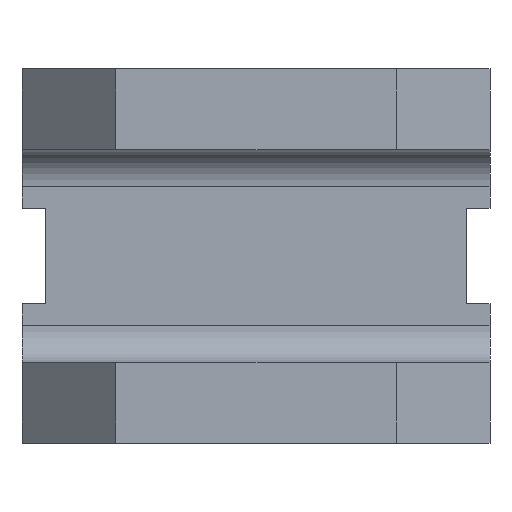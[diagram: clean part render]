
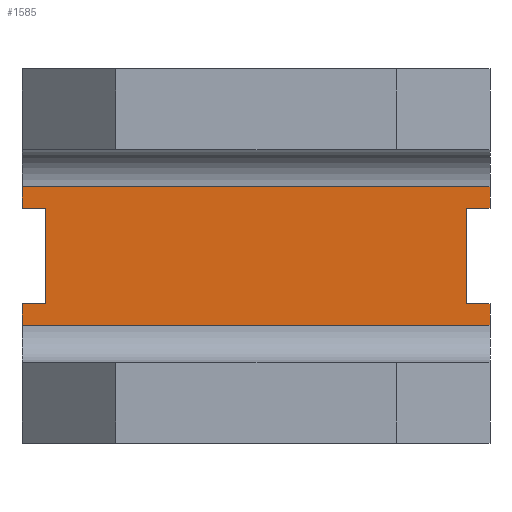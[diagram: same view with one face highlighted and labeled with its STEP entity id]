
A CAD part, front view. The second image highlights one B-rep face of the part: STEP entity #1585.
In plain terms, the highlighted planar face has unit normal (0, -1, 0).
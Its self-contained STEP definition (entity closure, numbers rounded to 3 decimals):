
#13 = VECTOR ( 'NONE', #267, 1000. ) ;
#42 = VERTEX_POINT ( 'NONE', #891 ) ;
#44 = VERTEX_POINT ( 'NONE', #1748 ) ;
#54 = CARTESIAN_POINT ( 'NONE',  ( 50., -100., 62.75 ) ) ;
#62 = VECTOR ( 'NONE', #1545, 1000. ) ;
#67 = VERTEX_POINT ( 'NONE', #1728 ) ;
#73 = DIRECTION ( 'NONE',  ( 0., 0., -1. ) ) ;
#74 = ORIENTED_EDGE ( 'NONE', *, *, #318, .F. ) ;
#79 = VECTOR ( 'NONE', #1404, 1000. ) ;
#91 = VECTOR ( 'NONE', #602, 1000. ) ;
#116 = CARTESIAN_POINT ( 'NONE',  ( 50., -100., 25.25 ) ) ;
#134 = CARTESIAN_POINT ( 'NONE',  ( 50., -100., 62.75 ) ) ;
#145 = VERTEX_POINT ( 'NONE', #927 ) ;
#148 = CARTESIAN_POINT ( 'NONE',  ( 45., -100., 29.75 ) ) ;
#154 = LINE ( 'NONE', #663, #919 ) ;
#165 = ORIENTED_EDGE ( 'NONE', *, *, #1526, .F. ) ;
#167 = VECTOR ( 'NONE', #1193, 1000. ) ;
#171 = CARTESIAN_POINT ( 'NONE',  ( -50., -100., 62.75 ) ) ;
#196 = VECTOR ( 'NONE', #839, 1000. ) ;
#199 = ORIENTED_EDGE ( 'NONE', *, *, #1405, .F. ) ;
#210 = VECTOR ( 'NONE', #1349, 1000. ) ;
#213 = EDGE_CURVE ( 'NONE', #1023, #606, #1458, .T. ) ;
#225 = EDGE_CURVE ( 'NONE', #968, #1023, #1746, .T. ) ;
#229 = VECTOR ( 'NONE', #802, 1000. ) ;
#237 = CARTESIAN_POINT ( 'NONE',  ( -50., -100., 62.75 ) ) ;
#255 = VERTEX_POINT ( 'NONE', #708 ) ;
#267 = DIRECTION ( 'NONE',  ( -1., 0., 0. ) ) ;
#279 = ORIENTED_EDGE ( 'NONE', *, *, #1471, .T. ) ;
#287 = DIRECTION ( 'NONE',  ( 0., 0., -1. ) ) ;
#318 = EDGE_CURVE ( 'NONE', #255, #1121, #446, .T. ) ;
#319 = VECTOR ( 'NONE', #1460, 1000. ) ;
#328 = EDGE_LOOP ( 'NONE', ( #165, #1564, #717, #1258, #840, #1135, #74, #1760, #199, #1210, #1522, #279 ) ) ;
#353 = VERTEX_POINT ( 'NONE', #1543 ) ;
#416 = VECTOR ( 'NONE', #1675, 1000. ) ;
#446 = LINE ( 'NONE', #54, #91 ) ;
#454 = EDGE_CURVE ( 'NONE', #1451, #353, #154, .T. ) ;
#562 = CARTESIAN_POINT ( 'NONE',  ( -50.001, -100., 50.25 ) ) ;
#572 = CARTESIAN_POINT ( 'NONE',  ( -50., -100., 50.25 ) ) ;
#602 = DIRECTION ( 'NONE',  ( 0., 0., -1. ) ) ;
#606 = VERTEX_POINT ( 'NONE', #1136 ) ;
#619 = EDGE_CURVE ( 'NONE', #1121, #145, #1620, .T. ) ;
#635 = LINE ( 'NONE', #134, #229 ) ;
#663 = CARTESIAN_POINT ( 'NONE',  ( -50.001, -100., 29.75 ) ) ;
#684 = LINE ( 'NONE', #237, #319 ) ;
#708 = CARTESIAN_POINT ( 'NONE',  ( 50., -100., 54.75 ) ) ;
#717 = ORIENTED_EDGE ( 'NONE', *, *, #1344, .F. ) ;
#743 = DIRECTION ( 'NONE',  ( 0., -1., 0. ) ) ;
#802 = DIRECTION ( 'NONE',  ( 0., 0., -1. ) ) ;
#821 = LINE ( 'NONE', #1389, #196 ) ;
#839 = DIRECTION ( 'NONE',  ( 1., 0., 0. ) ) ;
#840 = ORIENTED_EDGE ( 'NONE', *, *, #1059, .T. ) ;
#854 = LINE ( 'NONE', #872, #79 ) ;
#872 = CARTESIAN_POINT ( 'NONE',  ( 45., -100., 62.75 ) ) ;
#891 = CARTESIAN_POINT ( 'NONE',  ( -50., -100., 25.25 ) ) ;
#905 = EDGE_CURVE ( 'NONE', #255, #44, #1617, .T. ) ;
#919 = VECTOR ( 'NONE', #1615, 1000. ) ;
#927 = CARTESIAN_POINT ( 'NONE',  ( 45., -100., 50.25 ) ) ;
#968 = VERTEX_POINT ( 'NONE', #572 ) ;
#1001 = FACE_OUTER_BOUND ( 'NONE', #328, .T. ) ;
#1023 = VERTEX_POINT ( 'NONE', #1245 ) ;
#1059 = EDGE_CURVE ( 'NONE', #1451, #145, #854, .T. ) ;
#1105 = VECTOR ( 'NONE', #287, 1000. ) ;
#1121 = VERTEX_POINT ( 'NONE', #1397 ) ;
#1135 = ORIENTED_EDGE ( 'NONE', *, *, #619, .F. ) ;
#1136 = CARTESIAN_POINT ( 'NONE',  ( -45., -100., 29.75 ) ) ;
#1178 = AXIS2_PLACEMENT_3D ( 'NONE', #1546, #743, #73 ) ;
#1193 = DIRECTION ( 'NONE',  ( 1., 0., 0. ) ) ;
#1210 = ORIENTED_EDGE ( 'NONE', *, *, #225, .T. ) ;
#1245 = CARTESIAN_POINT ( 'NONE',  ( -45., -100., 50.25 ) ) ;
#1258 = ORIENTED_EDGE ( 'NONE', *, *, #454, .F. ) ;
#1272 = PLANE ( 'NONE',  #1178 ) ;
#1337 = VERTEX_POINT ( 'NONE', #116 ) ;
#1344 = EDGE_CURVE ( 'NONE', #353, #1337, #635, .T. ) ;
#1349 = DIRECTION ( 'NONE',  ( -1., 0., 0. ) ) ;
#1362 = CARTESIAN_POINT ( 'NONE',  ( -45., -100., 62.75 ) ) ;
#1389 = CARTESIAN_POINT ( 'NONE',  ( 50., -100., 25.25 ) ) ;
#1397 = CARTESIAN_POINT ( 'NONE',  ( 50., -100., 50.25 ) ) ;
#1399 = CARTESIAN_POINT ( 'NONE',  ( -50.001, -100., 50.25 ) ) ;
#1404 = DIRECTION ( 'NONE',  ( 0., 0., 1. ) ) ;
#1405 = EDGE_CURVE ( 'NONE', #968, #44, #684, .T. ) ;
#1451 = VERTEX_POINT ( 'NONE', #148 ) ;
#1458 = LINE ( 'NONE', #1362, #1105 ) ;
#1460 = DIRECTION ( 'NONE',  ( 0., 0., 1. ) ) ;
#1471 = EDGE_CURVE ( 'NONE', #606, #67, #1682, .T. ) ;
#1482 = CARTESIAN_POINT ( 'NONE',  ( -50., -100., 54.75 ) ) ;
#1484 = LINE ( 'NONE', #171, #416 ) ;
#1499 = CARTESIAN_POINT ( 'NONE',  ( -50.001, -100., 29.75 ) ) ;
#1522 = ORIENTED_EDGE ( 'NONE', *, *, #213, .T. ) ;
#1526 = EDGE_CURVE ( 'NONE', #42, #67, #1484, .T. ) ;
#1543 = CARTESIAN_POINT ( 'NONE',  ( 50., -100., 29.75 ) ) ;
#1545 = DIRECTION ( 'NONE',  ( -1., 0., 0. ) ) ;
#1546 = CARTESIAN_POINT ( 'NONE',  ( -50.001, -100., 62.75 ) ) ;
#1564 = ORIENTED_EDGE ( 'NONE', *, *, #1571, .T. ) ;
#1571 = EDGE_CURVE ( 'NONE', #42, #1337, #821, .T. ) ;
#1585 = ADVANCED_FACE ( 'NONE', ( #1001 ), #1272, .T. ) ;
#1615 = DIRECTION ( 'NONE',  ( 1., 0., 0. ) ) ;
#1617 = LINE ( 'NONE', #1482, #210 ) ;
#1620 = LINE ( 'NONE', #1399, #62 ) ;
#1675 = DIRECTION ( 'NONE',  ( 0., 0., 1. ) ) ;
#1682 = LINE ( 'NONE', #1499, #13 ) ;
#1728 = CARTESIAN_POINT ( 'NONE',  ( -50., -100., 29.75 ) ) ;
#1746 = LINE ( 'NONE', #562, #167 ) ;
#1748 = CARTESIAN_POINT ( 'NONE',  ( -50., -100., 54.75 ) ) ;
#1760 = ORIENTED_EDGE ( 'NONE', *, *, #905, .T. ) ;
